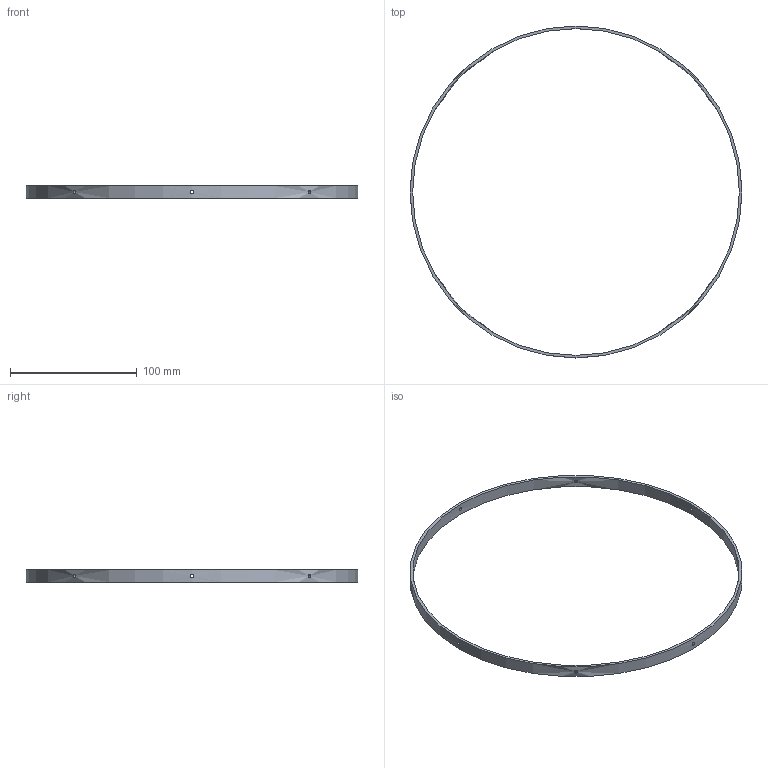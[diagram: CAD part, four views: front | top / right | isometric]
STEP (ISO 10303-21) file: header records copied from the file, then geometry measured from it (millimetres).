
FILE_DESCRIPTION(('Open CASCADE Model'),'2;1');
FILE_NAME('Open CASCADE Shape Model','2021-04-21T11:11:38',('Author'),( 'Open CASCADE'),'Open CASCADE STEP processor 7.5','Open CASCADE 7.5' ,'Unknown');
FILE_SCHEMA(('AUTOMOTIVE_DESIGN { 1 0 10303 214 1 1 1 1 }'));
Length unit declared in the file: millimetre
Products named in the file (1): Open CASCADE STEP translator 7.5 1
Bounding box: 262 x 262 x 9.53 mm (x, y, z)
Volume: 16153.3 mm3; surface area: 19017.5 mm2
Topology: 1 solids, 1 shells, 12 faces, 34 edges, 22 vertices
Faces by surface type: cylinder 10, plane 2
Full cylindrical faces by diameter (mm): 2.438 x8, 257.825 x1, 262 x1
Entity records: 3359 total; most frequent: CARTESIAN_POINT 2730, DIRECTION 78, ORIENTED_EDGE 68, PCURVE 68, DEFINITIONAL_REPRESENTATION 68, B_SPLINE_CURVE_WITH_KNOTS 54, LINE 40, VECTOR 40
